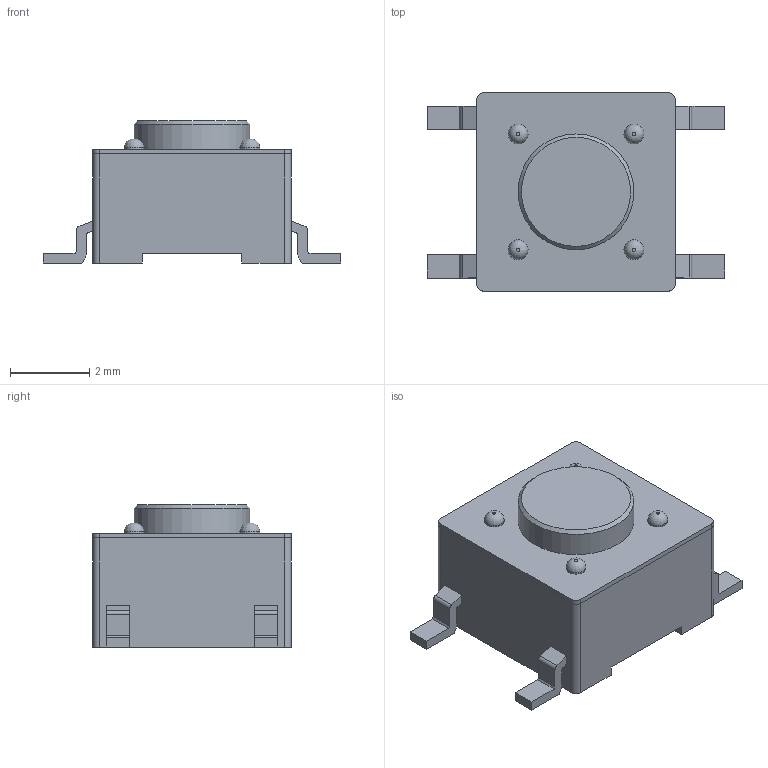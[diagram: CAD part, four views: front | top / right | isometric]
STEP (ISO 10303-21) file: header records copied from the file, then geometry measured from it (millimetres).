
FILE_DESCRIPTION(/* description */ (''),/* implementation_level */ '2;1');
FILE_NAME(/* name */ 'SW_SPST_PTS645 v2.step',/* time_stamp */ '2019-01-21T20:52:01+01:00',/* author */ ('wiktor.burdecki'),/* organization */ (''),/* preprocessor_version */ 'ST-DEVELOPER v17.2',/* originating_system */ 'Autodesk Translation Framework v7.6.0.251',/* authorisation */ '');
FILE_SCHEMA (('AUTOMOTIVE_DESIGN { 1 0 10303 214 3 1 1 }'));
Length unit declared in the file: millimetre
Products named in the file (2): Poziomica 1.0_SW_SPST_PTS645; SOLID
Assembly tree (1 placements, depth 2):
  Poziomica 1.0_SW_SPST_PTS645
    SOLID
Bounding box: 7.49 x 5 x 3.58 mm (x, y, z)
Volume: 74.4 mm3; surface area: 127.3 mm2
Topology: 1 solids, 1 shells, 97 faces, 256 edges, 170 vertices
Faces by surface type: plane 63, cylinder 29, bspline 4, cone 1
Full cylindrical faces by diameter (mm): 0.5 x4, 2.914 x1
Entity records: 3411 total; most frequent: CARTESIAN_POINT 774, DIRECTION 522, ORIENTED_EDGE 512, EDGE_CURVE 256, LINE 182, VECTOR 182, VERTEX_POINT 170, AXIS2_PLACEMENT_3D 170
